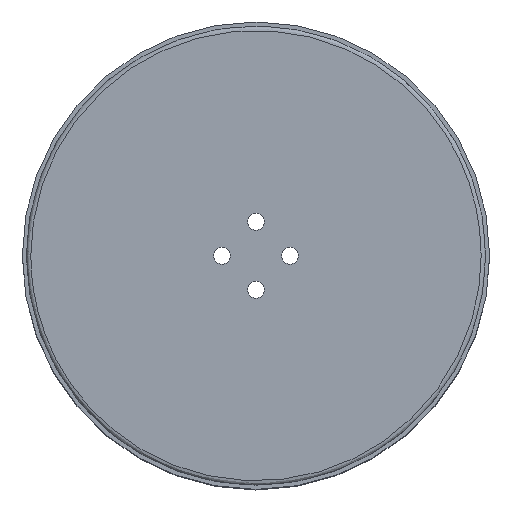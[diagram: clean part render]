
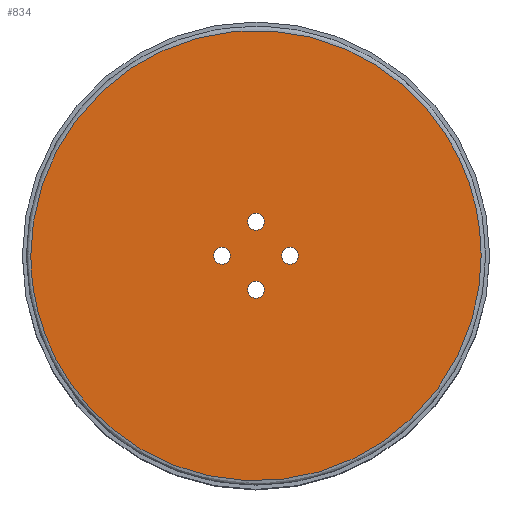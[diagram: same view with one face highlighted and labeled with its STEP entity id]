
A CAD part, top view. The second image highlights one B-rep face of the part: STEP entity #834.
In plain terms, the highlighted planar face has unit normal (0, 0, 1).
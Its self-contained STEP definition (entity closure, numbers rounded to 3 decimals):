
#9 = DIRECTION ( 'NONE',  ( -1., 0., 0. ) ) ;
#19 = ORIENTED_EDGE ( 'NONE', *, *, #244, .T. ) ;
#24 = CARTESIAN_POINT ( 'NONE',  ( 4., 0., 18. ) ) ;
#26 = DIRECTION ( 'NONE',  ( 1., 0., 0. ) ) ;
#34 = CARTESIAN_POINT ( 'NONE',  ( -1., 4., 18. ) ) ;
#36 = EDGE_CURVE ( 'NONE', #584, #584, #440, .T. ) ;
#61 = AXIS2_PLACEMENT_3D ( 'NONE', #459, #261, #736 ) ;
#69 = VERTEX_POINT ( 'NONE', #34 ) ;
#77 = FACE_BOUND ( 'NONE', #207, .T. ) ;
#86 = EDGE_LOOP ( 'NONE', ( #642 ) ) ;
#99 = CARTESIAN_POINT ( 'NONE',  ( -5., 0., 18. ) ) ;
#112 = FACE_BOUND ( 'NONE', #581, .T. ) ;
#113 = DIRECTION ( 'NONE',  ( 0., 0., -1. ) ) ;
#115 = EDGE_CURVE ( 'NONE', #710, #710, #208, .T. ) ;
#123 = EDGE_CURVE ( 'NONE', #743, #743, #789, .T. ) ;
#134 = DIRECTION ( 'NONE',  ( 0., 0., -1. ) ) ;
#148 = CARTESIAN_POINT ( 'NONE',  ( -26.5, -53., 18. ) ) ;
#154 = CARTESIAN_POINT ( 'NONE',  ( 26.5, 0., 18. ) ) ;
#156 = CARTESIAN_POINT ( 'NONE',  ( -1., -4., 18. ) ) ;
#164 = AXIS2_PLACEMENT_3D ( 'NONE', #696, #113, #427 ) ;
#186 = CARTESIAN_POINT ( 'NONE',  ( 0., -4., 18. ) ) ;
#207 = EDGE_LOOP ( 'NONE', ( #678 ) ) ;
#208 = CIRCLE ( 'NONE', #769, 1. ) ;
#219 = CARTESIAN_POINT ( 'NONE',  ( 26.5, 0., 18. ) ) ;
#244 = EDGE_CURVE ( 'NONE', #69, #69, #518, .T. ) ;
#261 = DIRECTION ( 'NONE',  ( 0., 0., -1. ) ) ;
#336 = CARTESIAN_POINT ( 'NONE',  ( 26.5, 0., 18. ) ) ;
#340 = VERTEX_POINT ( 'NONE', #156 ) ;
#343 = DIRECTION ( 'NONE',  ( -1., 0., 0. ) ) ;
#397 = EDGE_LOOP ( 'NONE', ( #550 ) ) ;
#411 = PLANE ( 'NONE',  #608 ) ;
#427 = DIRECTION ( 'NONE',  ( -1., 0., 0. ) ) ;
#440 = CIRCLE ( 'NONE', #61, 1. ) ;
#459 = CARTESIAN_POINT ( 'NONE',  ( -4., 0., 18. ) ) ;
#495 = EDGE_LOOP ( 'NONE', ( #19 ) ) ;
#518 = CIRCLE ( 'NONE', #164, 1. ) ;
#525 = ORIENTED_EDGE ( 'NONE', *, *, #36, .T. ) ;
#549 = CARTESIAN_POINT ( 'NONE',  ( 26.5, -53., 18. ) ) ;
#550 = ORIENTED_EDGE ( 'NONE', *, *, #123, .F. ) ;
#557 = CARTESIAN_POINT ( 'NONE',  ( -27., 0., 18. ) ) ;
#560 = CARTESIAN_POINT ( 'NONE',  ( 3., 0., 18. ) ) ;
#564 = FACE_BOUND ( 'NONE', #495, .T. ) ;
#581 = EDGE_LOOP ( 'NONE', ( #525 ) ) ;
#584 = VERTEX_POINT ( 'NONE', #99 ) ;
#608 = AXIS2_PLACEMENT_3D ( 'NONE', #557, #622, #26 ) ;
#612 = CARTESIAN_POINT ( 'NONE',  ( -26.5, 53., 18. ) ) ;
#613 = FACE_OUTER_BOUND ( 'NONE', #397, .T. ) ;
#622 = DIRECTION ( 'NONE',  ( 0., 0., 1. ) ) ;
#642 = ORIENTED_EDGE ( 'NONE', *, *, #707, .T. ) ;
#670 = CIRCLE ( 'NONE', #845, 1. ) ;
#672 = CARTESIAN_POINT ( 'NONE',  ( 26.5, 53., 18. ) ) ;
#678 = ORIENTED_EDGE ( 'NONE', *, *, #115, .T. ) ;
#696 = CARTESIAN_POINT ( 'NONE',  ( 0., 4., 18. ) ) ;
#707 = EDGE_CURVE ( 'NONE', #340, #340, #670, .T. ) ;
#710 = VERTEX_POINT ( 'NONE', #560 ) ;
#736 = DIRECTION ( 'NONE',  ( -1., 0., 0. ) ) ;
#743 = VERTEX_POINT ( 'NONE', #154 ) ;
#748 = CARTESIAN_POINT ( 'NONE',  ( -26.5, 0., 18. ) ) ;
#769 = AXIS2_PLACEMENT_3D ( 'NONE', #24, #823, #343 ) ;
#786 = FACE_BOUND ( 'NONE', #86, .T. ) ;
#789 =( BOUNDED_CURVE ( )  B_SPLINE_CURVE ( 3, ( #219, #549, #148, #748, #612, #672, #336 ),
 .UNSPECIFIED., .T., .F. ) 
 B_SPLINE_CURVE_WITH_KNOTS ( ( 4, 3, 4 ),
 ( 0., 0.5, 1. ),
 .UNSPECIFIED. ) 
 CURVE ( )  GEOMETRIC_REPRESENTATION_ITEM ( )  RATIONAL_B_SPLINE_CURVE ( ( 1., 0.333, 0.333, 1., 0.333, 0.333, 1. ) ) 
 REPRESENTATION_ITEM ( '' )  );
#823 = DIRECTION ( 'NONE',  ( 0., 0., -1. ) ) ;
#834 = ADVANCED_FACE ( 'NONE', ( #613, #786, #77, #564, #112 ), #411, .T. ) ;
#845 = AXIS2_PLACEMENT_3D ( 'NONE', #186, #134, #9 ) ;
